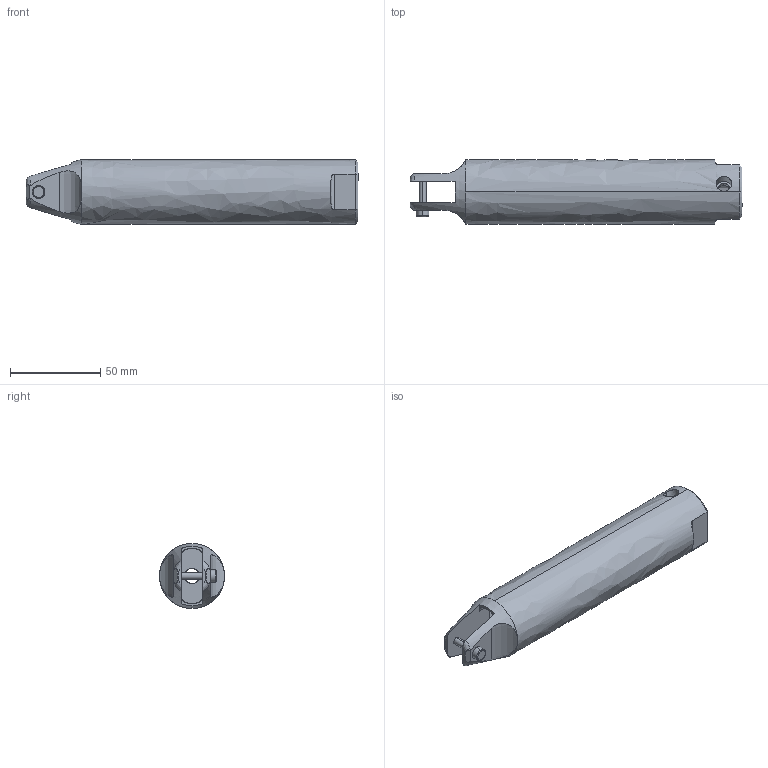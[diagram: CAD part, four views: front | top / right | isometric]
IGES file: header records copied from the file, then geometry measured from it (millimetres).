
Start section: SolidWorks IGES file using analytic representation for surfaces
Global section: file name: GT-NR10L-P-10L-body.IGS; native system: SolidWorks 2020; preprocessor: SolidWorks 2020; author: NP9-10; date: 210811.153738; units: millimetre
Bounding box: 184 x 36 x 36 mm (x, y, z)
Surface area: 36958.7 mm2 (no closed solid volume)
Topology: 0 solids, 0 shells, 61 faces, 1340 edges, 1340 vertices
Faces by surface type: revolution 34, bspline 27
